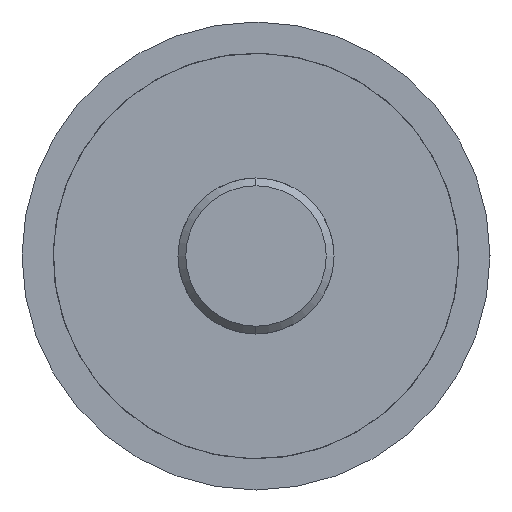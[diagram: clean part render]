
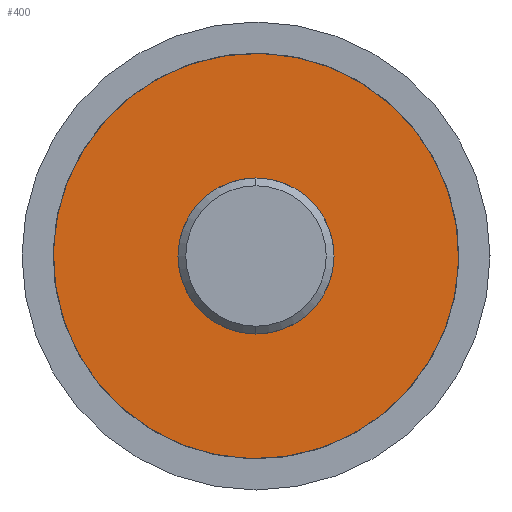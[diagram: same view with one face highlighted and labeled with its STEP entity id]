
A CAD part, left-side view. The second image highlights one B-rep face of the part: STEP entity #400.
In plain terms, the highlighted planar face has unit normal (-1, 0, 0).
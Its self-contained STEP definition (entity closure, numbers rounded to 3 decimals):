
#11 = CARTESIAN_POINT ( 'NONE',  ( -99.177, 21.94, 4.964 ) ) ;
#22 = CARTESIAN_POINT ( 'NONE',  ( -99.177, 9.925, 0. ) ) ;
#29 = CARTESIAN_POINT ( 'NONE',  ( -99.177, 9.925, 0. ) ) ;
#76 = DIRECTION ( 'NONE',  ( 0., -0.924, -0.382 ) ) ;
#79 = DIRECTION ( 'NONE',  ( 1., 0., 0. ) ) ;
#87 = DIRECTION ( 'NONE',  ( 1., 0., 0. ) ) ;
#113 = DIRECTION ( 'NONE',  ( 0., -0.924, -0.382 ) ) ;
#177 = CARTESIAN_POINT ( 'NONE',  ( -99.177, 14.889, -12.015 ) ) ;
#182 = DIRECTION ( 'NONE',  ( 1., 0., 0. ) ) ;
#202 = DIRECTION ( 'NONE',  ( 0., -0.924, -0.382 ) ) ;
#206 = PLANE ( 'NONE',  #626 ) ;
#240 = CIRCLE ( 'NONE', #671, 5. ) ;
#247 = CIRCLE ( 'NONE', #649, 13. ) ;
#254 = CIRCLE ( 'NONE', #677, 13. ) ;
#309 = FACE_BOUND ( 'NONE', #474, .T. ) ;
#333 = CIRCLE ( 'NONE', #610, 5. ) ;
#340 = FACE_OUTER_BOUND ( 'NONE', #516, .T. ) ;
#400 = ADVANCED_FACE ( 'NONE', ( #340, #309 ), #206, .F. ) ;
#447 = VERTEX_POINT ( 'NONE', #11 ) ;
#453 = ORIENTED_EDGE ( 'NONE', *, *, #617, .T. ) ;
#474 = EDGE_LOOP ( 'NONE', ( #489, #453 ) ) ;
#489 = ORIENTED_EDGE ( 'NONE', *, *, #545, .T. ) ;
#495 = ORIENTED_EDGE ( 'NONE', *, *, #635, .F. ) ;
#516 = EDGE_LOOP ( 'NONE', ( #533, #495 ) ) ;
#533 = ORIENTED_EDGE ( 'NONE', *, *, #569, .F. ) ;
#545 = EDGE_CURVE ( 'NONE', #748, #745, #333, .T. ) ;
#569 = EDGE_CURVE ( 'NONE', #756, #447, #247, .T. ) ;
#610 = AXIS2_PLACEMENT_3D ( 'NONE', #22, #87, #113 ) ;
#617 = EDGE_CURVE ( 'NONE', #745, #748, #240, .T. ) ;
#626 = AXIS2_PLACEMENT_3D ( 'NONE', #177, #182, #202 ) ;
#635 = EDGE_CURVE ( 'NONE', #447, #756, #254, .T. ) ;
#649 = AXIS2_PLACEMENT_3D ( 'NONE', #29, #79, #76 ) ;
#671 = AXIS2_PLACEMENT_3D ( 'NONE', #776, #826, #832 ) ;
#677 = AXIS2_PLACEMENT_3D ( 'NONE', #820, #789, #831 ) ;
#745 = VERTEX_POINT ( 'NONE', #795 ) ;
#748 = VERTEX_POINT ( 'NONE', #769 ) ;
#756 = VERTEX_POINT ( 'NONE', #772 ) ;
#769 = CARTESIAN_POINT ( 'NONE',  ( -99.177, 5.304, -1.909 ) ) ;
#772 = CARTESIAN_POINT ( 'NONE',  ( -99.177, -2.09, -4.964 ) ) ;
#776 = CARTESIAN_POINT ( 'NONE',  ( -99.177, 9.925, 0. ) ) ;
#789 = DIRECTION ( 'NONE',  ( 1., 0., 0. ) ) ;
#795 = CARTESIAN_POINT ( 'NONE',  ( -99.177, 14.546, 1.909 ) ) ;
#820 = CARTESIAN_POINT ( 'NONE',  ( -99.177, 9.925, 0. ) ) ;
#826 = DIRECTION ( 'NONE',  ( 1., 0., 0. ) ) ;
#831 = DIRECTION ( 'NONE',  ( 0., -0.924, -0.382 ) ) ;
#832 = DIRECTION ( 'NONE',  ( 0., -0.924, -0.382 ) ) ;
